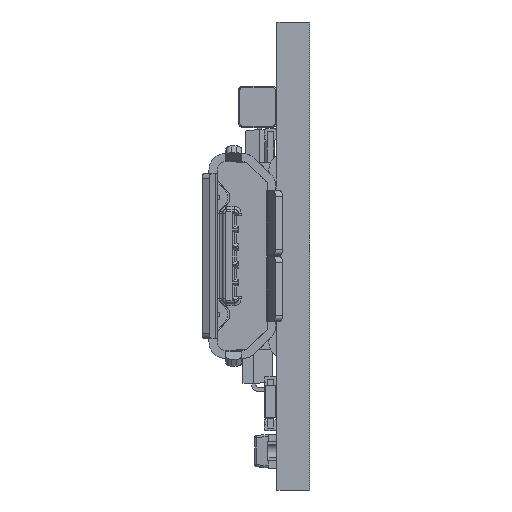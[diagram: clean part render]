
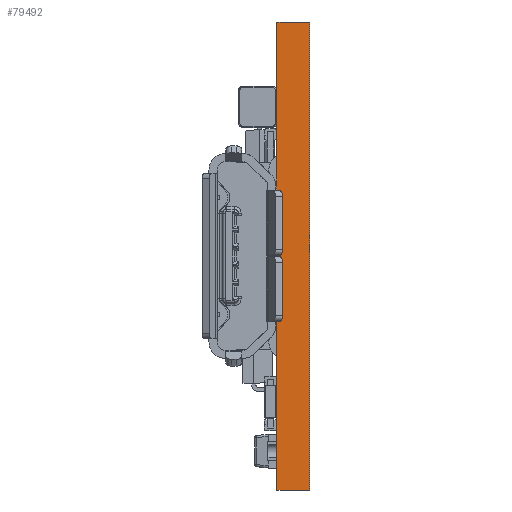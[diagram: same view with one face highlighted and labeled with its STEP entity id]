
A CAD part, left-side view. The second image highlights one B-rep face of the part: STEP entity #79492.
In plain terms, the highlighted planar face has unit normal (-1, 0, 0).
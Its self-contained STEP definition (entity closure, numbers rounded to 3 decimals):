
#1094 = DIRECTION ( 'NONE',  ( 1., 0., 0. ) ) ;
#2753 = LINE ( 'NONE', #81065, #110140 ) ;
#4369 = CARTESIAN_POINT ( 'NONE',  ( 0., 1.2, -8.6 ) ) ;
#7852 = CARTESIAN_POINT ( 'NONE',  ( 0., 1.2, -8.6 ) ) ;
#10173 = EDGE_CURVE ( 'NONE', #85183, #37113, #39150, .T. ) ;
#13506 = CARTESIAN_POINT ( 'NONE',  ( 0., 0., -8.6 ) ) ;
#13742 = EDGE_CURVE ( 'NONE', #34877, #27293, #84510, .T. ) ;
#16682 = EDGE_CURVE ( 'NONE', #27293, #37113, #71513, .T. ) ;
#22366 = DIRECTION ( 'NONE',  ( 0., -1., 0. ) ) ;
#27293 = VERTEX_POINT ( 'NONE', #13506 ) ;
#33403 = EDGE_LOOP ( 'NONE', ( #90357, #97966, #108481, #76654 ) ) ;
#34877 = VERTEX_POINT ( 'NONE', #4369 ) ;
#37113 = VERTEX_POINT ( 'NONE', #63211 ) ;
#39150 = LINE ( 'NONE', #40211, #85026 ) ;
#40211 = CARTESIAN_POINT ( 'NONE',  ( 0., 1.2, 8.6 ) ) ;
#45126 = DIRECTION ( 'NONE',  ( 0., 0., 1. ) ) ;
#59275 = DIRECTION ( 'NONE',  ( 0., 0., -1. ) ) ;
#60848 = CARTESIAN_POINT ( 'NONE',  ( 0., 0., -8.6 ) ) ;
#63211 = CARTESIAN_POINT ( 'NONE',  ( 0., 0., 8.6 ) ) ;
#64756 = EDGE_CURVE ( 'NONE', #34877, #85183, #2753, .T. ) ;
#67759 = DIRECTION ( 'NONE',  ( 0., -1., 0. ) ) ;
#71513 = LINE ( 'NONE', #60848, #103609 ) ;
#72179 = DIRECTION ( 'NONE',  ( 0., 0., 1. ) ) ;
#76654 = ORIENTED_EDGE ( 'NONE', *, *, #13742, .T. ) ;
#78451 = AXIS2_PLACEMENT_3D ( 'NONE', #94556, #1094, #59275 ) ;
#79492 = ADVANCED_FACE ( 'NONE', ( #108020 ), #107492, .F. ) ;
#81065 = CARTESIAN_POINT ( 'NONE',  ( 0., 1.2, -8.6 ) ) ;
#84510 = LINE ( 'NONE', #7852, #101492 ) ;
#85026 = VECTOR ( 'NONE', #22366, 1000. ) ;
#85183 = VERTEX_POINT ( 'NONE', #109352 ) ;
#90357 = ORIENTED_EDGE ( 'NONE', *, *, #16682, .T. ) ;
#94556 = CARTESIAN_POINT ( 'NONE',  ( 0., 1.2, -8.6 ) ) ;
#97966 = ORIENTED_EDGE ( 'NONE', *, *, #10173, .F. ) ;
#101492 = VECTOR ( 'NONE', #67759, 1000. ) ;
#103609 = VECTOR ( 'NONE', #45126, 1000. ) ;
#107492 = PLANE ( 'NONE',  #78451 ) ;
#108020 = FACE_OUTER_BOUND ( 'NONE', #33403, .T. ) ;
#108481 = ORIENTED_EDGE ( 'NONE', *, *, #64756, .F. ) ;
#109352 = CARTESIAN_POINT ( 'NONE',  ( 0., 1.2, 8.6 ) ) ;
#110140 = VECTOR ( 'NONE', #72179, 1000. ) ;
